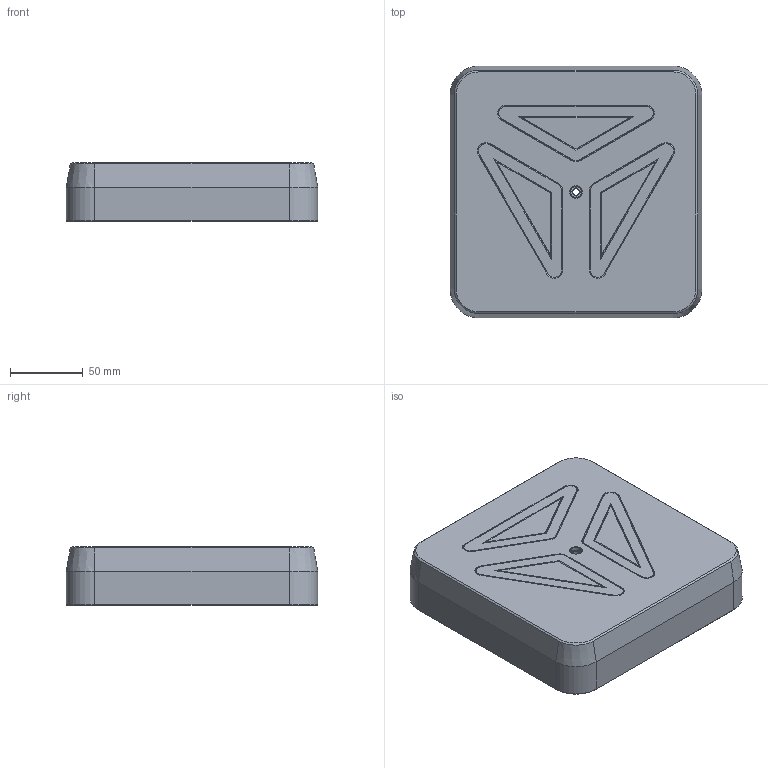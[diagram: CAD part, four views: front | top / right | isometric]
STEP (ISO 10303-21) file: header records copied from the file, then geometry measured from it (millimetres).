
FILE_DESCRIPTION(/* description */ (''),/* implementation_level */ '2;1');
FILE_NAME(/* name */ 'Weather Guard v10.step',/* time_stamp */ '2023-09-09T10:13:32-07:00',/* author */ (''),/* organization */ (''),/* preprocessor_version */ 'ST-DEVELOPER v20',/* originating_system */ 'Autodesk Translation Framework v12.9.0.99',/* authorisation */ '');
FILE_SCHEMA (('AUTOMOTIVE_DESIGN { 1 0 10303 214 3 1 1 }'));
Length unit declared in the file: millimetre
Products named in the file (1): Weather Guard
Bounding box: 172.72 x 172.72 x 40.5 mm (x, y, z)
Volume: 108340.6 mm3; surface area: 107183.4 mm2
Topology: 1 solids, 1 shells, 176 faces, 380 edges, 222 vertices
Faces by surface type: plane 102, cone 56, cylinder 18
Full cylindrical faces by diameter (mm): 4.5 x1, 7.5 x4, 7.8 x1, 11 x4
Entity records: 4699 total; most frequent: DIRECTION 844, CARTESIAN_POINT 779, ORIENTED_EDGE 760, EDGE_CURVE 380, AXIS2_PLACEMENT_3D 287, LINE 270, VECTOR 270, VERTEX_POINT 222
